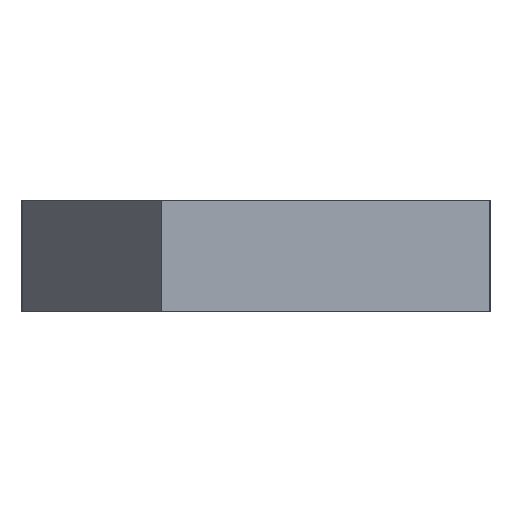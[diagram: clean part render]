
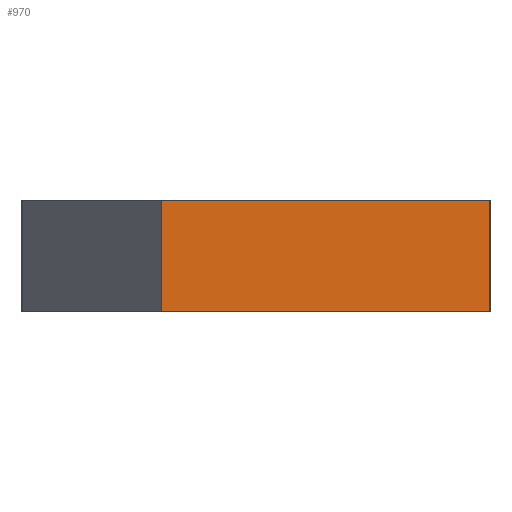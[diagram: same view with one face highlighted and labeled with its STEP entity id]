
A CAD part, left-side view. The second image highlights one B-rep face of the part: STEP entity #970.
In plain terms, the highlighted planar face has unit normal (-1, 0, 0).
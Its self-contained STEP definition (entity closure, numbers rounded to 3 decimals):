
#4 = VECTOR ( 'NONE', #13, 1000. ) ;
#13 = DIRECTION ( 'NONE',  ( 0., 0., -1. ) ) ;
#22 = LINE ( 'NONE', #995, #112 ) ;
#49 = CARTESIAN_POINT ( 'NONE',  ( -76., 0., 0.5 ) ) ;
#112 = VECTOR ( 'NONE', #767, 1000. ) ;
#118 = LINE ( 'NONE', #543, #4 ) ;
#173 = DIRECTION ( 'NONE',  ( 0., 1., 0. ) ) ;
#178 = EDGE_CURVE ( 'NONE', #1084, #179, #118, .T. ) ;
#179 = VERTEX_POINT ( 'NONE', #947 ) ;
#194 = VERTEX_POINT ( 'NONE', #951 ) ;
#233 = DIRECTION ( 'NONE',  ( 0., 0., -1. ) ) ;
#282 = PLANE ( 'NONE',  #514 ) ;
#331 = VECTOR ( 'NONE', #233, 1000. ) ;
#453 = CARTESIAN_POINT ( 'NONE',  ( -76., 0., 0.5 ) ) ;
#460 = ORIENTED_EDGE ( 'NONE', *, *, #815, .F. ) ;
#495 = VERTEX_POINT ( 'NONE', #453 ) ;
#507 = CARTESIAN_POINT ( 'NONE',  ( -76., 0., 0.5 ) ) ;
#514 = AXIS2_PLACEMENT_3D ( 'NONE', #507, #1139, #173 ) ;
#531 = EDGE_CURVE ( 'NONE', #495, #194, #1125, .T. ) ;
#543 = CARTESIAN_POINT ( 'NONE',  ( -76., -2.95, 0.5 ) ) ;
#633 = CARTESIAN_POINT ( 'NONE',  ( -76., -2.95, 0.5 ) ) ;
#767 = DIRECTION ( 'NONE',  ( 0., -1., 0. ) ) ;
#774 = ORIENTED_EDGE ( 'NONE', *, *, #823, .T. ) ;
#815 = EDGE_CURVE ( 'NONE', #495, #1084, #22, .T. ) ;
#823 = EDGE_CURVE ( 'NONE', #194, #179, #1122, .T. ) ;
#900 = CARTESIAN_POINT ( 'NONE',  ( -76., 0., -0.5 ) ) ;
#928 = ORIENTED_EDGE ( 'NONE', *, *, #178, .F. ) ;
#943 = ORIENTED_EDGE ( 'NONE', *, *, #531, .T. ) ;
#947 = CARTESIAN_POINT ( 'NONE',  ( -76., -2.95, -0.5 ) ) ;
#951 = CARTESIAN_POINT ( 'NONE',  ( -76., 0., -0.5 ) ) ;
#970 = ADVANCED_FACE ( 'NONE', ( #1043 ), #282, .F. ) ;
#987 = EDGE_LOOP ( 'NONE', ( #774, #928, #460, #943 ) ) ;
#995 = CARTESIAN_POINT ( 'NONE',  ( -76., 0., 0.5 ) ) ;
#1043 = FACE_OUTER_BOUND ( 'NONE', #987, .T. ) ;
#1078 = VECTOR ( 'NONE', #1202, 1000. ) ;
#1084 = VERTEX_POINT ( 'NONE', #633 ) ;
#1122 = LINE ( 'NONE', #900, #1078 ) ;
#1125 = LINE ( 'NONE', #49, #331 ) ;
#1139 = DIRECTION ( 'NONE',  ( 1., 0., 0. ) ) ;
#1202 = DIRECTION ( 'NONE',  ( 0., -1., 0. ) ) ;
